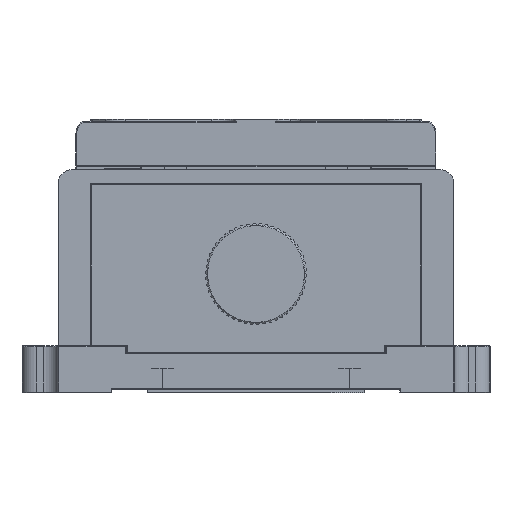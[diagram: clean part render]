
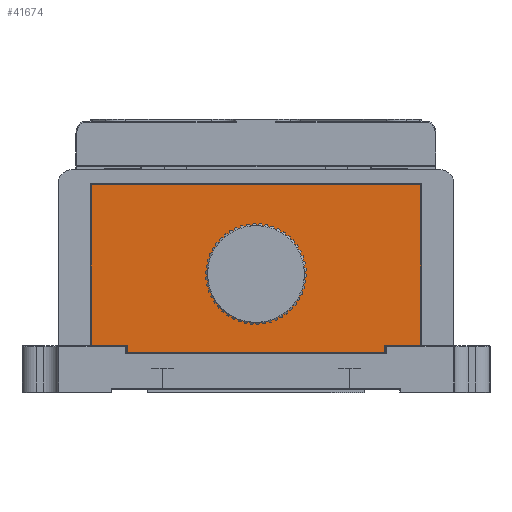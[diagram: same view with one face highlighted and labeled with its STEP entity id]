
A CAD part, left-side view. The second image highlights one B-rep face of the part: STEP entity #41674.
In plain terms, the highlighted planar face has unit normal (-1, 0, 0).
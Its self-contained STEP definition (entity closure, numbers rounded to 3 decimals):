
#1550 = VERTEX_POINT ( 'NONE', #45642 ) ;
#1815 = CIRCLE ( 'NONE', #48877, 3.6 ) ;
#1997 = CARTESIAN_POINT ( 'NONE',  ( -89.11, 47.258, 23.9 ) ) ;
#2045 = PLANE ( 'NONE',  #30441 ) ;
#2101 = VECTOR ( 'NONE', #13822, 1000. ) ;
#2562 = ORIENTED_EDGE ( 'NONE', *, *, #62461, .T. ) ;
#4467 = DIRECTION ( 'NONE',  ( 0., 1., 0. ) ) ;
#5930 = EDGE_CURVE ( 'NONE', #21778, #67677, #20302, .T. ) ;
#6421 = LINE ( 'NONE', #79243, #70902 ) ;
#7052 = CARTESIAN_POINT ( 'NONE',  ( -89.11, 1.358, 23.9 ) ) ;
#7768 = DIRECTION ( 'NONE',  ( 0., 0., 1. ) ) ;
#8094 = CARTESIAN_POINT ( 'NONE',  ( -89.11, 6.358, 1.6 ) ) ;
#8454 = CARTESIAN_POINT ( 'NONE',  ( -89.11, 24.258, 11.5 ) ) ;
#8681 = ORIENTED_EDGE ( 'NONE', *, *, #77522, .T. ) ;
#9049 = LINE ( 'NONE', #35090, #65859 ) ;
#9333 = VERTEX_POINT ( 'NONE', #84170 ) ;
#9649 = CARTESIAN_POINT ( 'NONE',  ( -89.11, 47.158, 1.6 ) ) ;
#9866 = DIRECTION ( 'NONE',  ( 0., 0., 1. ) ) ;
#11114 = DIRECTION ( 'NONE',  ( 0., -1., 0. ) ) ;
#11284 = CARTESIAN_POINT ( 'NONE',  ( -89.11, 42.158, 1.6 ) ) ;
#11379 = CARTESIAN_POINT ( 'NONE',  ( -89.11, 24.258, 11.5 ) ) ;
#12097 = CARTESIAN_POINT ( 'NONE',  ( -89.11, 47.158, 1.5 ) ) ;
#12294 = DIRECTION ( 'NONE',  ( 0., -1., 0. ) ) ;
#12962 = EDGE_CURVE ( 'NONE', #39789, #57609, #6421, .T. ) ;
#13702 = ORIENTED_EDGE ( 'NONE', *, *, #53231, .T. ) ;
#13822 = DIRECTION ( 'NONE',  ( 0., 0., -1. ) ) ;
#13991 = CIRCLE ( 'NONE', #38934, 3.6 ) ;
#17444 = DIRECTION ( 'NONE',  ( 1., 0., 0. ) ) ;
#18502 = CARTESIAN_POINT ( 'NONE',  ( -89.11, 47.158, 23.9 ) ) ;
#19071 = LINE ( 'NONE', #39037, #81857 ) ;
#20302 = LINE ( 'NONE', #12097, #2101 ) ;
#20779 = DIRECTION ( 'NONE',  ( 0., -1., 0. ) ) ;
#21778 = VERTEX_POINT ( 'NONE', #18502 ) ;
#21948 = FACE_BOUND ( 'NONE', #78503, .T. ) ;
#23557 = DIRECTION ( 'NONE',  ( 0., 0., -1. ) ) ;
#26740 = VECTOR ( 'NONE', #11114, 1000. ) ;
#26785 = DIRECTION ( 'NONE',  ( 0., 0., -1. ) ) ;
#27577 = LINE ( 'NONE', #1997, #67858 ) ;
#30441 = AXIS2_PLACEMENT_3D ( 'NONE', #48398, #74851, #23557 ) ;
#32139 = CARTESIAN_POINT ( 'NONE',  ( -89.11, 6.358, 0.6 ) ) ;
#32801 = EDGE_CURVE ( 'NONE', #67994, #64807, #74906, .T. ) ;
#34074 = CARTESIAN_POINT ( 'NONE',  ( -89.11, 42.158, 0.6 ) ) ;
#34519 = DIRECTION ( 'NONE',  ( 0., 1., 0. ) ) ;
#35090 = CARTESIAN_POINT ( 'NONE',  ( -89.11, 6.358, 25. ) ) ;
#35454 = ORIENTED_EDGE ( 'NONE', *, *, #85297, .T. ) ;
#38934 = AXIS2_PLACEMENT_3D ( 'NONE', #8454, #40963, #67391 ) ;
#39037 = CARTESIAN_POINT ( 'NONE',  ( -89.11, 1.258, 1.6 ) ) ;
#39789 = VERTEX_POINT ( 'NONE', #11284 ) ;
#40690 = VECTOR ( 'NONE', #12294, 1000. ) ;
#40963 = DIRECTION ( 'NONE',  ( 1., 0., 0. ) ) ;
#41427 = EDGE_LOOP ( 'NONE', ( #2562, #8681, #35454, #65589, #53648, #52827, #66458, #47236 ) ) ;
#41674 = ADVANCED_FACE ( 'NONE', ( #21948, #67489 ), #2045, .F. ) ;
#42369 = CARTESIAN_POINT ( 'NONE',  ( -89.11, 1.358, 24. ) ) ;
#44055 = LINE ( 'NONE', #51431, #26740 ) ;
#45642 = CARTESIAN_POINT ( 'NONE',  ( -89.11, 27.858, 11.5 ) ) ;
#46930 = VERTEX_POINT ( 'NONE', #32139 ) ;
#47236 = ORIENTED_EDGE ( 'NONE', *, *, #12962, .T. ) ;
#48398 = CARTESIAN_POINT ( 'NONE',  ( -89.11, 0.258, 25. ) ) ;
#48877 = AXIS2_PLACEMENT_3D ( 'NONE', #11379, #17444, #4467 ) ;
#51431 = CARTESIAN_POINT ( 'NONE',  ( -89.11, 42.258, 1.6 ) ) ;
#52827 = ORIENTED_EDGE ( 'NONE', *, *, #5930, .T. ) ;
#53231 = EDGE_CURVE ( 'NONE', #1550, #9333, #13991, .T. ) ;
#53648 = ORIENTED_EDGE ( 'NONE', *, *, #58855, .T. ) ;
#54519 = CARTESIAN_POINT ( 'NONE',  ( -89.11, 1.358, 1.6 ) ) ;
#57609 = VERTEX_POINT ( 'NONE', #34074 ) ;
#58855 = EDGE_CURVE ( 'NONE', #64807, #21778, #27577, .T. ) ;
#61955 = EDGE_CURVE ( 'NONE', #67677, #39789, #44055, .T. ) ;
#62461 = EDGE_CURVE ( 'NONE', #57609, #46930, #71265, .T. ) ;
#64762 = CARTESIAN_POINT ( 'NONE',  ( -89.11, 0.258, 0.6 ) ) ;
#64807 = VERTEX_POINT ( 'NONE', #7052 ) ;
#65589 = ORIENTED_EDGE ( 'NONE', *, *, #32801, .T. ) ;
#65859 = VECTOR ( 'NONE', #7768, 1000. ) ;
#66304 = ORIENTED_EDGE ( 'NONE', *, *, #72301, .T. ) ;
#66458 = ORIENTED_EDGE ( 'NONE', *, *, #61955, .T. ) ;
#67391 = DIRECTION ( 'NONE',  ( 0., 1., 0. ) ) ;
#67489 = FACE_OUTER_BOUND ( 'NONE', #41427, .T. ) ;
#67677 = VERTEX_POINT ( 'NONE', #9649 ) ;
#67858 = VECTOR ( 'NONE', #34519, 1000. ) ;
#67994 = VERTEX_POINT ( 'NONE', #54519 ) ;
#68736 = VECTOR ( 'NONE', #9866, 1000. ) ;
#69916 = VERTEX_POINT ( 'NONE', #8094 ) ;
#70902 = VECTOR ( 'NONE', #26785, 1000. ) ;
#71265 = LINE ( 'NONE', #64762, #40690 ) ;
#72301 = EDGE_CURVE ( 'NONE', #9333, #1550, #1815, .T. ) ;
#74851 = DIRECTION ( 'NONE',  ( 1., 0., 0. ) ) ;
#74906 = LINE ( 'NONE', #42369, #68736 ) ;
#77522 = EDGE_CURVE ( 'NONE', #46930, #69916, #9049, .T. ) ;
#78503 = EDGE_LOOP ( 'NONE', ( #66304, #13702 ) ) ;
#79243 = CARTESIAN_POINT ( 'NONE',  ( -89.11, 42.158, 25. ) ) ;
#81857 = VECTOR ( 'NONE', #20779, 1000. ) ;
#84170 = CARTESIAN_POINT ( 'NONE',  ( -89.11, 20.658, 11.5 ) ) ;
#85297 = EDGE_CURVE ( 'NONE', #69916, #67994, #19071, .T. ) ;
